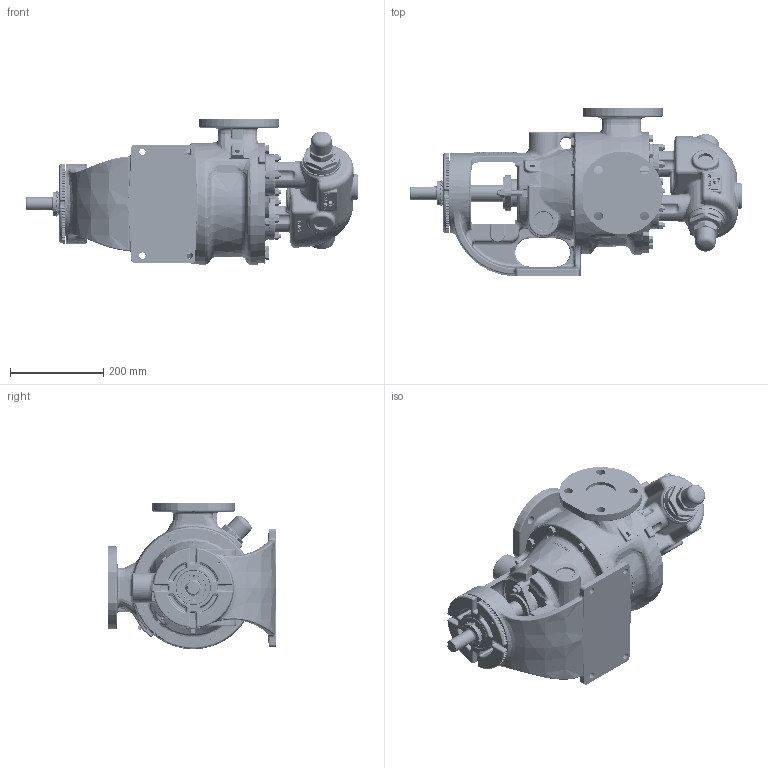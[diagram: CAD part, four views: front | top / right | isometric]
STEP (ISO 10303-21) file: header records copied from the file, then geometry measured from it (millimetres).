
FILE_DESCRIPTION (( 'STEP AP203' ), '1' );
FILE_NAME ('LQ1227A_JRV.STEP', '2020-07-14T11:57:44', ( '' ), ( '' ), 'SwSTEP 2.0', 'SolidWorks 2019', '' );
FILE_SCHEMA (( 'CONFIG_CONTROL_DESIGN' ));
Products named in the file (1): LQ1227A_JRV
Bounding box: 712.39 x 360.43 x 314.82 mm (x, y, z)
Volume: 14525099.8 mm3; surface area: 1420488 mm2
Topology: 1 solids, 1 shells, 5039 faces, 12791 edges, 7819 vertices
Faces by surface type: plane 1475, bspline 1451, cone 955, cylinder 738, torus 296, sphere 124
Entity records: 264504 total; most frequent: CARTESIAN_POINT 156558, ORIENTED_EDGE 25314, DIRECTION 18840, EDGE_CURVE 12657, VERTEX_POINT 7815, AXIS2_PLACEMENT_3D 7563, EDGE_LOOP 5308, FACE_OUTER_BOUND 5039
